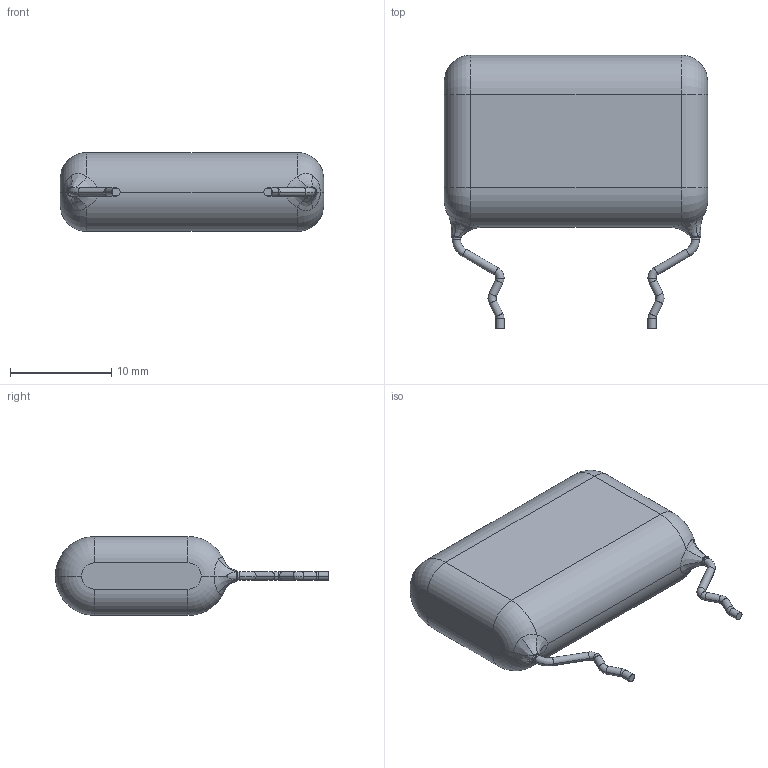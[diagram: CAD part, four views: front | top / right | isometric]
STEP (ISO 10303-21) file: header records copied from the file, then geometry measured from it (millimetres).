
FILE_DESCRIPTION (( 'STEP AP214' ), '1' );
FILE_NAME ('ECQE6334JFW.STEP', '2021-05-26T16:24:00', ( '' ), ( '' ), 'SwSTEP 2.0', 'SolidWorks 2020', '' );
FILE_SCHEMA (( 'AUTOMOTIVE_DESIGN' ));
Length unit declared in the file: millimetre
Products named in the file (1): ECQE6334JFW
Bounding box: 26 x 27 x 7.8 mm (x, y, z)
Volume: 3012 mm3; surface area: 1321.6 mm2
Topology: 3 solids, 3 shells, 84 faces, 176 edges, 98 vertices
Faces by surface type: torus 32, cylinder 28, bspline 12, plane 10, cone 2
Entity records: 2766 total; most frequent: CARTESIAN_POINT 947, DIRECTION 408, ORIENTED_EDGE 352, AXIS2_PLACEMENT_3D 187, EDGE_CURVE 176, CIRCLE 114, VERTEX_POINT 98, EDGE_LOOP 84
